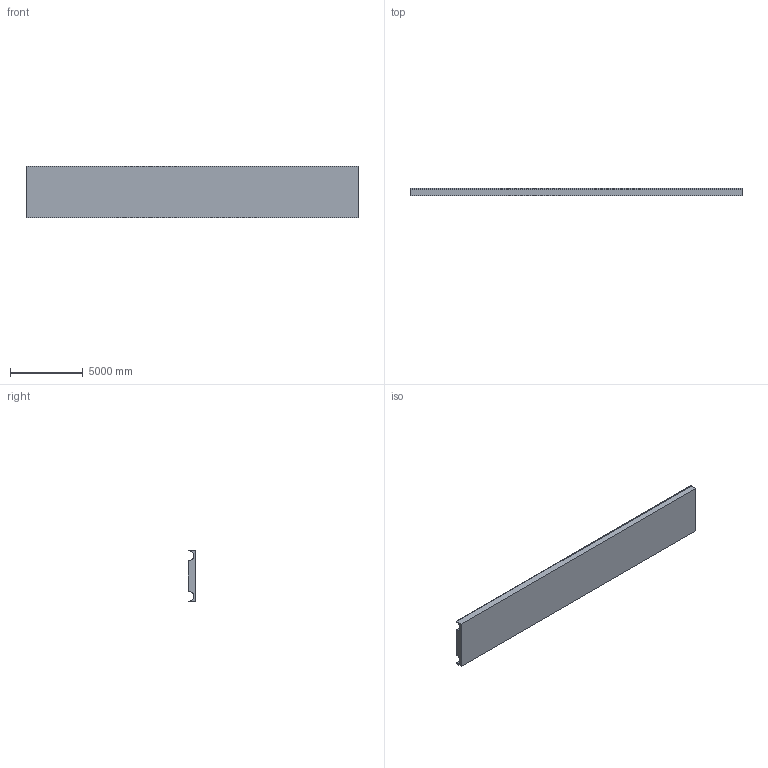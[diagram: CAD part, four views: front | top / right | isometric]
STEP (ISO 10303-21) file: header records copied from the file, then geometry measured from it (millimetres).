
FILE_DESCRIPTION (( 'STEP AP214' ), '1' );
FILE_NAME ('bowling lane.STEP', '2024-04-07T07:34:57', ( '' ), ( '' ), 'SwSTEP 2.0', 'SolidWorks 2018', '' );
FILE_SCHEMA (( 'AUTOMOTIVE_DESIGN' ));
Length unit declared in the file: millimetre
Products named in the file (1): bowling lane
Bounding box: 22860 x 500 x 3569.24 mm (x, y, z)
Volume: 31403731831.6 mm3; surface area: 209390146 mm2
Topology: 1 solids, 1 shells, 61 faces, 144 edges, 96 vertices
Faces by surface type: plane 56, cylinder 5
Entity records: 1872 total; most frequent: CARTESIAN_POINT 522, ORIENTED_EDGE 288, DIRECTION 223, EDGE_CURVE 144, VERTEX_POINT 96, LINE 79, VECTOR 79, AXIS2_PLACEMENT_3D 72
